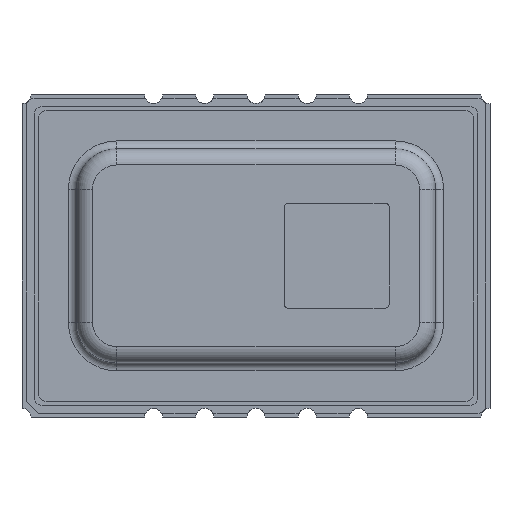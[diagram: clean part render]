
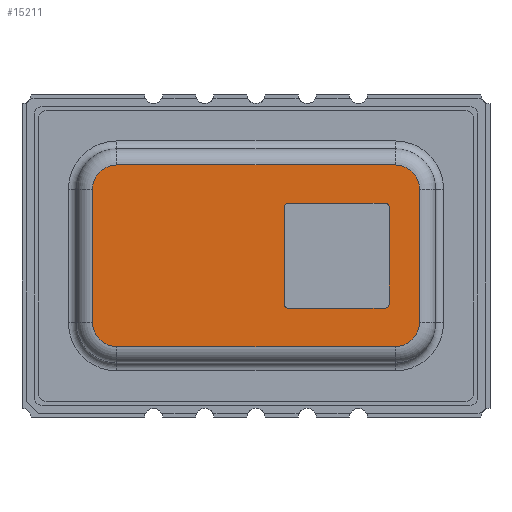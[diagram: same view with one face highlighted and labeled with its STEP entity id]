
A CAD part, top view. The second image highlights one B-rep face of the part: STEP entity #15211.
In plain terms, the highlighted planar face has unit normal (0, 0, 1).
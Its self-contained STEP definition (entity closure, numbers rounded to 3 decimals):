
#15211 = ADVANCED_FACE('',(#15212,#15282),#15352,.T.);
#15212 = FACE_BOUND('',#15213,.T.);
#15213 = EDGE_LOOP('',(#15214,#15225,#15233,#15242,#15250,#15259,#15267,
    #15276));
#15214 = ORIENTED_EDGE('',*,*,#15215,.F.);
#15215 = EDGE_CURVE('',#15216,#15218,#15220,.T.);
#15216 = VERTEX_POINT('',#15217);
#15217 = CARTESIAN_POINT('',(3.3,1.2,4.3));
#15218 = VERTEX_POINT('',#15219);
#15219 = CARTESIAN_POINT('',(3.2,1.3,4.3));
#15220 = CIRCLE('',#15221,0.1);
#15221 = AXIS2_PLACEMENT_3D('',#15222,#15223,#15224);
#15222 = CARTESIAN_POINT('',(3.2,1.2,4.3));
#15223 = DIRECTION('',(0.,0.,1.));
#15224 = DIRECTION('',(0.,-1.,0.));
#15225 = ORIENTED_EDGE('',*,*,#15226,.F.);
#15226 = EDGE_CURVE('',#15227,#15216,#15229,.T.);
#15227 = VERTEX_POINT('',#15228);
#15228 = CARTESIAN_POINT('',(3.3,-1.2,4.3));
#15229 = LINE('',#15230,#15231);
#15230 = CARTESIAN_POINT('',(3.3,-1.2,4.3));
#15231 = VECTOR('',#15232,1.);
#15232 = DIRECTION('',(0.,1.,0.));
#15233 = ORIENTED_EDGE('',*,*,#15234,.F.);
#15234 = EDGE_CURVE('',#15235,#15227,#15237,.T.);
#15235 = VERTEX_POINT('',#15236);
#15236 = CARTESIAN_POINT('',(3.2,-1.3,4.3));
#15237 = CIRCLE('',#15238,0.1);
#15238 = AXIS2_PLACEMENT_3D('',#15239,#15240,#15241);
#15239 = CARTESIAN_POINT('',(3.2,-1.2,4.3));
#15240 = DIRECTION('',(0.,0.,1.));
#15241 = DIRECTION('',(0.,-1.,0.));
#15242 = ORIENTED_EDGE('',*,*,#15243,.F.);
#15243 = EDGE_CURVE('',#15244,#15235,#15246,.T.);
#15244 = VERTEX_POINT('',#15245);
#15245 = CARTESIAN_POINT('',(0.8,-1.3,4.3));
#15246 = LINE('',#15247,#15248);
#15247 = CARTESIAN_POINT('',(3.2,-1.3,4.3));
#15248 = VECTOR('',#15249,1.);
#15249 = DIRECTION('',(1.,0.,0.));
#15250 = ORIENTED_EDGE('',*,*,#15251,.F.);
#15251 = EDGE_CURVE('',#15252,#15244,#15254,.T.);
#15252 = VERTEX_POINT('',#15253);
#15253 = CARTESIAN_POINT('',(0.7,-1.2,4.3));
#15254 = CIRCLE('',#15255,0.1);
#15255 = AXIS2_PLACEMENT_3D('',#15256,#15257,#15258);
#15256 = CARTESIAN_POINT('',(0.8,-1.2,4.3));
#15257 = DIRECTION('',(0.,0.,1.));
#15258 = DIRECTION('',(0.,1.,0.));
#15259 = ORIENTED_EDGE('',*,*,#15260,.F.);
#15260 = EDGE_CURVE('',#15261,#15252,#15263,.T.);
#15261 = VERTEX_POINT('',#15262);
#15262 = CARTESIAN_POINT('',(0.7,1.2,4.3));
#15263 = LINE('',#15264,#15265);
#15264 = CARTESIAN_POINT('',(0.7,-1.2,4.3));
#15265 = VECTOR('',#15266,1.);
#15266 = DIRECTION('',(0.,-1.,0.));
#15267 = ORIENTED_EDGE('',*,*,#15268,.F.);
#15268 = EDGE_CURVE('',#15269,#15261,#15271,.T.);
#15269 = VERTEX_POINT('',#15270);
#15270 = CARTESIAN_POINT('',(0.8,1.3,4.3));
#15271 = CIRCLE('',#15272,0.1);
#15272 = AXIS2_PLACEMENT_3D('',#15273,#15274,#15275);
#15273 = CARTESIAN_POINT('',(0.8,1.2,4.3));
#15274 = DIRECTION('',(0.,0.,1.));
#15275 = DIRECTION('',(0.,-1.,0.));
#15276 = ORIENTED_EDGE('',*,*,#15277,.F.);
#15277 = EDGE_CURVE('',#15218,#15269,#15278,.T.);
#15278 = LINE('',#15279,#15280);
#15279 = CARTESIAN_POINT('',(3.2,1.3,4.3));
#15280 = VECTOR('',#15281,1.);
#15281 = DIRECTION('',(-1.,0.,0.));
#15282 = FACE_BOUND('',#15283,.T.);
#15283 = EDGE_LOOP('',(#15284,#15294,#15303,#15311,#15320,#15328,#15337,
    #15345));
#15284 = ORIENTED_EDGE('',*,*,#15285,.T.);
#15285 = EDGE_CURVE('',#15286,#15288,#15290,.T.);
#15286 = VERTEX_POINT('',#15287);
#15287 = CARTESIAN_POINT('',(4.05,-1.65,4.3));
#15288 = VERTEX_POINT('',#15289);
#15289 = CARTESIAN_POINT('',(4.05,1.65,4.3));
#15290 = LINE('',#15291,#15292);
#15291 = CARTESIAN_POINT('',(4.05,1.65,4.3));
#15292 = VECTOR('',#15293,1.);
#15293 = DIRECTION('',(0.,1.,0.));
#15294 = ORIENTED_EDGE('',*,*,#15295,.T.);
#15295 = EDGE_CURVE('',#15288,#15296,#15298,.T.);
#15296 = VERTEX_POINT('',#15297);
#15297 = CARTESIAN_POINT('',(3.45,2.25,4.3));
#15298 = CIRCLE('',#15299,0.6);
#15299 = AXIS2_PLACEMENT_3D('',#15300,#15301,#15302);
#15300 = CARTESIAN_POINT('',(3.45,1.65,4.3));
#15301 = DIRECTION('',(0.,0.,1.));
#15302 = DIRECTION('',(0.,-1.,0.));
#15303 = ORIENTED_EDGE('',*,*,#15304,.T.);
#15304 = EDGE_CURVE('',#15296,#15305,#15307,.T.);
#15305 = VERTEX_POINT('',#15306);
#15306 = CARTESIAN_POINT('',(-3.45,2.25,4.3));
#15307 = LINE('',#15308,#15309);
#15308 = CARTESIAN_POINT('',(-3.45,2.25,4.3));
#15309 = VECTOR('',#15310,1.);
#15310 = DIRECTION('',(-1.,0.,0.));
#15311 = ORIENTED_EDGE('',*,*,#15312,.T.);
#15312 = EDGE_CURVE('',#15305,#15313,#15315,.T.);
#15313 = VERTEX_POINT('',#15314);
#15314 = CARTESIAN_POINT('',(-4.05,1.65,4.3));
#15315 = CIRCLE('',#15316,0.6);
#15316 = AXIS2_PLACEMENT_3D('',#15317,#15318,#15319);
#15317 = CARTESIAN_POINT('',(-3.45,1.65,4.3));
#15318 = DIRECTION('',(0.,0.,1.));
#15319 = DIRECTION('',(0.,-1.,0.));
#15320 = ORIENTED_EDGE('',*,*,#15321,.T.);
#15321 = EDGE_CURVE('',#15313,#15322,#15324,.T.);
#15322 = VERTEX_POINT('',#15323);
#15323 = CARTESIAN_POINT('',(-4.05,-1.65,4.3));
#15324 = LINE('',#15325,#15326);
#15325 = CARTESIAN_POINT('',(-4.05,-1.65,4.3));
#15326 = VECTOR('',#15327,1.);
#15327 = DIRECTION('',(0.,-1.,0.));
#15328 = ORIENTED_EDGE('',*,*,#15329,.T.);
#15329 = EDGE_CURVE('',#15322,#15330,#15332,.T.);
#15330 = VERTEX_POINT('',#15331);
#15331 = CARTESIAN_POINT('',(-3.45,-2.25,4.3));
#15332 = CIRCLE('',#15333,0.6);
#15333 = AXIS2_PLACEMENT_3D('',#15334,#15335,#15336);
#15334 = CARTESIAN_POINT('',(-3.45,-1.65,4.3));
#15335 = DIRECTION('',(0.,0.,1.));
#15336 = DIRECTION('',(0.,-1.,0.));
#15337 = ORIENTED_EDGE('',*,*,#15338,.T.);
#15338 = EDGE_CURVE('',#15330,#15339,#15341,.T.);
#15339 = VERTEX_POINT('',#15340);
#15340 = CARTESIAN_POINT('',(3.45,-2.25,4.3));
#15341 = LINE('',#15342,#15343);
#15342 = CARTESIAN_POINT('',(3.45,-2.25,4.3));
#15343 = VECTOR('',#15344,1.);
#15344 = DIRECTION('',(1.,0.,0.));
#15345 = ORIENTED_EDGE('',*,*,#15346,.T.);
#15346 = EDGE_CURVE('',#15339,#15286,#15347,.T.);
#15347 = CIRCLE('',#15348,0.6);
#15348 = AXIS2_PLACEMENT_3D('',#15349,#15350,#15351);
#15349 = CARTESIAN_POINT('',(3.45,-1.65,4.3));
#15350 = DIRECTION('',(0.,0.,1.));
#15351 = DIRECTION('',(0.,-1.,0.));
#15352 = PLANE('',#15353);
#15353 = AXIS2_PLACEMENT_3D('',#15354,#15355,#15356);
#15354 = CARTESIAN_POINT('',(0.,0.,4.3));
#15355 = DIRECTION('',(0.,0.,1.));
#15356 = DIRECTION('',(0.,-1.,0.));
